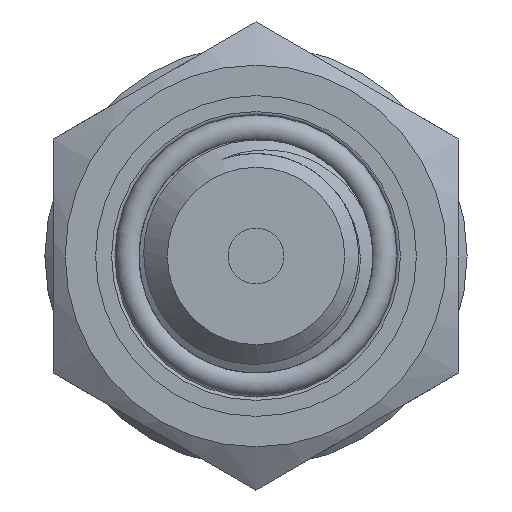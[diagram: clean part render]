
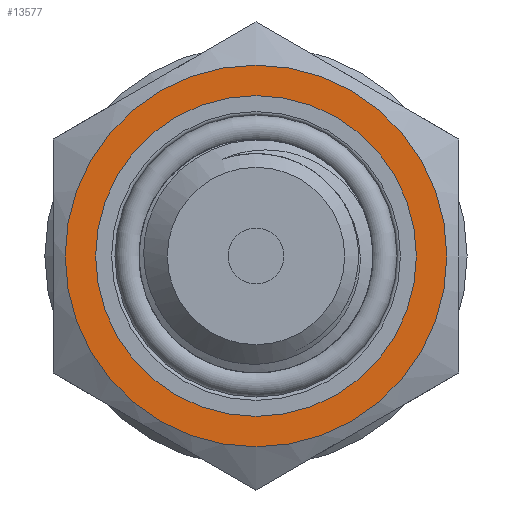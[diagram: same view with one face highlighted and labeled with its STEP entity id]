
A CAD part, left-side view. The second image highlights one B-rep face of the part: STEP entity #13577.
In plain terms, the highlighted planar face has unit normal (-1, 0, 0).
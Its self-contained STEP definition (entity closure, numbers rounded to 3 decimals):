
#191=FACE_BOUND('',#1854,.T.);
#263=PLANE('',#14307);
#1073=FACE_OUTER_BOUND('',#1853,.T.);
#1853=EDGE_LOOP('',(#10551));
#1854=EDGE_LOOP('',(#10552));
#2446=CIRCLE('',#14274,11.3);
#2463=CIRCLE('',#14306,9.5);
#5988=VERTEX_POINT('',#26175);
#6005=VERTEX_POINT('',#26996);
#7636=EDGE_CURVE('',#5988,#5988,#2446,.T.);
#7669=EDGE_CURVE('',#6005,#6005,#2463,.T.);
#10551=ORIENTED_EDGE('',*,*,#7636,.T.);
#10552=ORIENTED_EDGE('',*,*,#7669,.T.);
#13577=ADVANCED_FACE('',(#1073,#191),#263,.T.);
#14274=AXIS2_PLACEMENT_3D('',#26177,#15592,#15593);
#14306=AXIS2_PLACEMENT_3D('',#26997,#15665,#15666);
#14307=AXIS2_PLACEMENT_3D('',#26999,#15668,#15669);
#15592=DIRECTION('center_axis',(-1.,0.,0.));
#15593=DIRECTION('ref_axis',(0.,1.,0.));
#15665=DIRECTION('center_axis',(1.,0.,0.));
#15666=DIRECTION('ref_axis',(0.,0.,-1.));
#15668=DIRECTION('center_axis',(-1.,0.,0.));
#15669=DIRECTION('ref_axis',(0.,0.,1.));
#26175=CARTESIAN_POINT('',(14.,-11.3,0.));
#26177=CARTESIAN_POINT('Origin',(14.,0.,0.));
#26996=CARTESIAN_POINT('',(14.,-9.5,0.));
#26997=CARTESIAN_POINT('Origin',(14.,0.,0.));
#26999=CARTESIAN_POINT('Origin',(14.,12.,0.));
